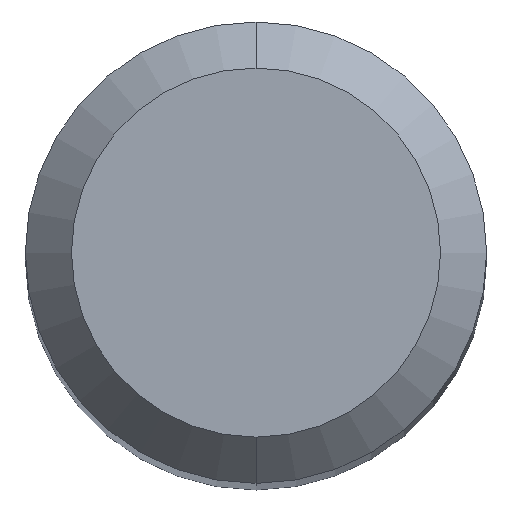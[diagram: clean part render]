
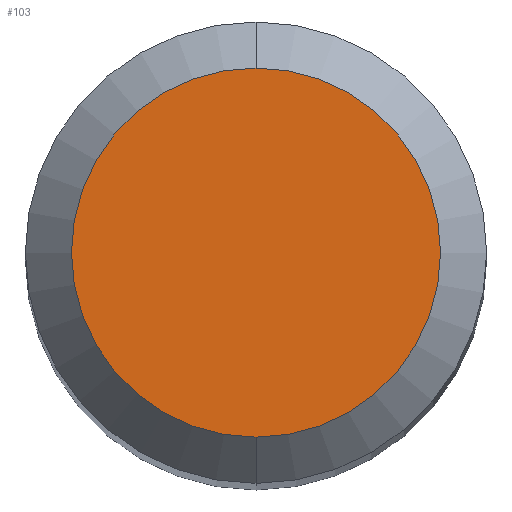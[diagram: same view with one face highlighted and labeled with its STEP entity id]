
A CAD part, top view. The second image highlights one B-rep face of the part: STEP entity #103.
In plain terms, the highlighted planar face has unit normal (0, 0, 1).
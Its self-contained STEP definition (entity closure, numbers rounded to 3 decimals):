
#103=ADVANCED_FACE('',(#254),#255,.T.);
#109=EDGE_CURVE('',#175,#165,#262,.T.);
#165=VERTEX_POINT('',#324);
#175=VERTEX_POINT('',#335);
#183=EDGE_CURVE('',#165,#175,#344,.T.);
#254=FACE_OUTER_BOUND('',#416,.T.);
#255=PLANE('',#417);
#262=CIRCLE('',#425,1.2);
#324=CARTESIAN_POINT('',(0.,-1.2,0.0));
#335=CARTESIAN_POINT('',(0.0,1.2,0.0));
#344=CIRCLE('',#530,1.2);
#416=EDGE_LOOP('',(#603,#604));
#417=AXIS2_PLACEMENT_3D('',#605,#606,#607);
#425=AXIS2_PLACEMENT_3D('',#616,#617,#618);
#530=AXIS2_PLACEMENT_3D('',#717,#718,#719);
#603=ORIENTED_EDGE('',*,*,#109,.F.);
#604=ORIENTED_EDGE('',*,*,#183,.F.);
#605=CARTESIAN_POINT('',(0.0,0.6,0.0));
#606=DIRECTION('',(-0.0,0.0,1.0));
#607=DIRECTION('',(0.0,-1.0,0.0));
#616=CARTESIAN_POINT('',(0.0,0.0,0.0));
#617=DIRECTION('',(0.0,0.0,-1.0));
#618=DIRECTION('',(0.0,1.0,0.0));
#717=CARTESIAN_POINT('',(0.0,0.0,0.0));
#718=DIRECTION('',(0.0,0.0,-1.0));
#719=DIRECTION('',(0.0,1.0,0.0));
